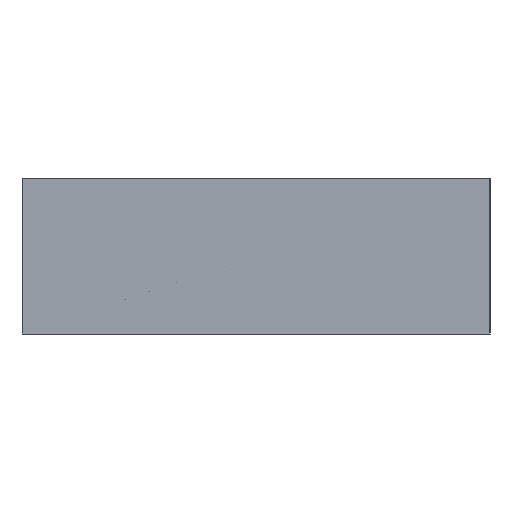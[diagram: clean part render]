
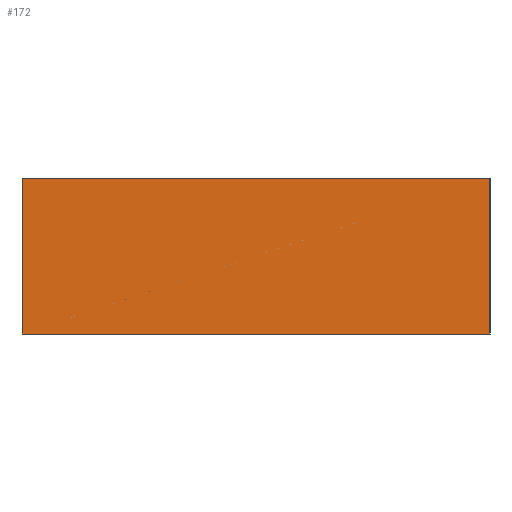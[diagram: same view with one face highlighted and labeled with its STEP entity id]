
A CAD part, left-side view. The second image highlights one B-rep face of the part: STEP entity #172.
In plain terms, the highlighted planar face has unit normal (-1, 0, 0).
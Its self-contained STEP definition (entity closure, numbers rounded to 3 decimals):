
#154=AXIS2_PLACEMENT_3D('Plane Axis2P3D',#151,#152,#153) ;
#54=CARTESIAN_POINT('Line Origine',(0.,0.,1.)) ;
#58=CARTESIAN_POINT('Vertex',(0.,0.,0.)) ;
#60=CARTESIAN_POINT('Vertex',(0.,0.,2.)) ;
#129=CARTESIAN_POINT('Vertex',(0.,6.,0.)) ;
#132=CARTESIAN_POINT('Line Origine',(0.,6.,1.)) ;
#136=CARTESIAN_POINT('Vertex',(0.,6.,2.)) ;
#151=CARTESIAN_POINT('Axis2P3D Location',(0.,6.,0.)) ;
#156=CARTESIAN_POINT('Line Origine',(0.,3.,0.)) ;
#161=CARTESIAN_POINT('Line Origine',(0.,3.,2.)) ;
#55=DIRECTION('Vector Direction',(0.,0.,1.)) ;
#133=DIRECTION('Vector Direction',(0.,0.,1.)) ;
#152=DIRECTION('Axis2P3D Direction',(-1.,0.,0.)) ;
#153=DIRECTION('Axis2P3D XDirection',(0.,-1.,0.)) ;
#157=DIRECTION('Vector Direction',(0.,-1.,0.)) ;
#162=DIRECTION('Vector Direction',(0.,-1.,0.)) ;
#56=VECTOR('Line Direction',#55,1.) ;
#134=VECTOR('Line Direction',#133,1.) ;
#158=VECTOR('Line Direction',#157,1.) ;
#163=VECTOR('Line Direction',#162,1.) ;
#167=ORIENTED_EDGE('',*,*,#138,.F.) ;
#168=ORIENTED_EDGE('',*,*,#160,.T.) ;
#169=ORIENTED_EDGE('',*,*,#62,.T.) ;
#170=ORIENTED_EDGE('',*,*,#165,.F.) ;
#172=ADVANCED_FACE('V1',(#171),#155,.T.) ;
#62=EDGE_CURVE('',#59,#61,#57,.T.) ;
#138=EDGE_CURVE('',#130,#137,#135,.T.) ;
#160=EDGE_CURVE('',#130,#59,#159,.T.) ;
#165=EDGE_CURVE('',#137,#61,#164,.T.) ;
#166=EDGE_LOOP('',(#167,#168,#169,#170)) ;
#171=FACE_OUTER_BOUND('',#166,.T.) ;
#57=LINE('Line',#54,#56) ;
#135=LINE('Line',#132,#134) ;
#159=LINE('Line',#156,#158) ;
#164=LINE('Line',#161,#163) ;
#155=PLANE('',#154) ;
#59=VERTEX_POINT('',#58) ;
#61=VERTEX_POINT('',#60) ;
#130=VERTEX_POINT('',#129) ;
#137=VERTEX_POINT('',#136) ;
